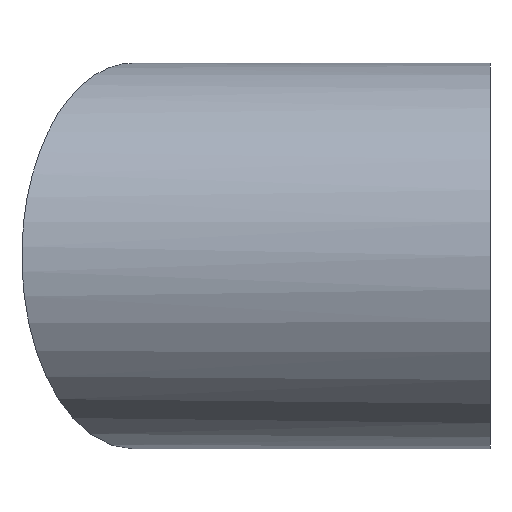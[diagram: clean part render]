
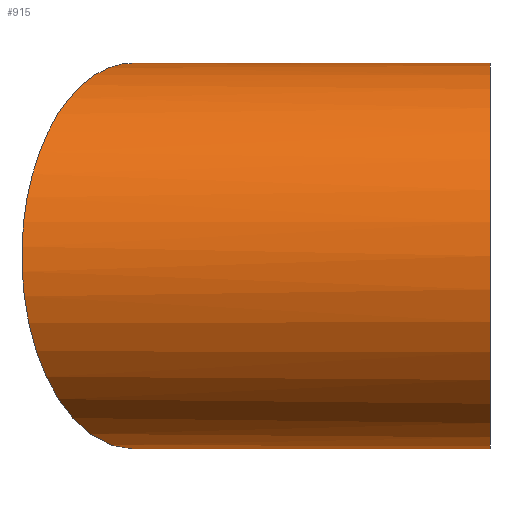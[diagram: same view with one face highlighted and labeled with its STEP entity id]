
A CAD part, left-side view. The second image highlights one B-rep face of the part: STEP entity #915.
In plain terms, the highlighted cylindrical face has radius 80 mm (diameter 160 mm), a full revolution.
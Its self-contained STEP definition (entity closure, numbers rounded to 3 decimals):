
#915 = ADVANCED_FACE( '', ( #2371, #2372 ), #2373, .T. );
#2371 = FACE_OUTER_BOUND( '', #4704, .T. );
#2372 = FACE_OUTER_BOUND( '', #4705, .T. );
#2373 = CYLINDRICAL_SURFACE( '', #4706, 80. );
#4704 = EDGE_LOOP( '', ( #7487 ) );
#4705 = EDGE_LOOP( '', ( #7488 ) );
#4706 = AXIS2_PLACEMENT_3D( '', #7489, #7490, #7491 );
#7487 = ORIENTED_EDGE( '', *, *, #13803, .T. );
#7488 = ORIENTED_EDGE( '', *, *, #13804, .F. );
#7489 = CARTESIAN_POINT( '', ( 0., 0., 0. ) );
#7490 = DIRECTION( '', ( 0., 1., 0. ) );
#7491 = DIRECTION( '', ( 0., 0., -1. ) );
#13803 = EDGE_CURVE( '', #16792, #16792, #16793, .F. );
#13804 = EDGE_CURVE( '', #16794, #16794, #16795, .T. );
#16792 = VERTEX_POINT( '', #21108 );
#16793 = ELLIPSE( '', #21109, 92.376, 80. );
#16794 = VERTEX_POINT( '', #21110 );
#16795 = CIRCLE( '', #21111, 80. );
#21108 = CARTESIAN_POINT( '', ( 80., 101.732, 0. ) );
#21109 = AXIS2_PLACEMENT_3D( '', #26237, #26238, #26239 );
#21110 = CARTESIAN_POINT( '', ( 0., 0., -80. ) );
#21111 = AXIS2_PLACEMENT_3D( '', #26240, #26241, #26242 );
#26237 = CARTESIAN_POINT( '', ( 0., 147.92, 0. ) );
#26238 = DIRECTION( '', ( 0.5, 0.866, 0. ) );
#26239 = DIRECTION( '', ( 0.866, -0.5, 0. ) );
#26240 = CARTESIAN_POINT( '', ( 0., 0., 0. ) );
#26241 = DIRECTION( '', ( 0., -1., 0. ) );
#26242 = DIRECTION( '', ( 0., 0., -1. ) );
